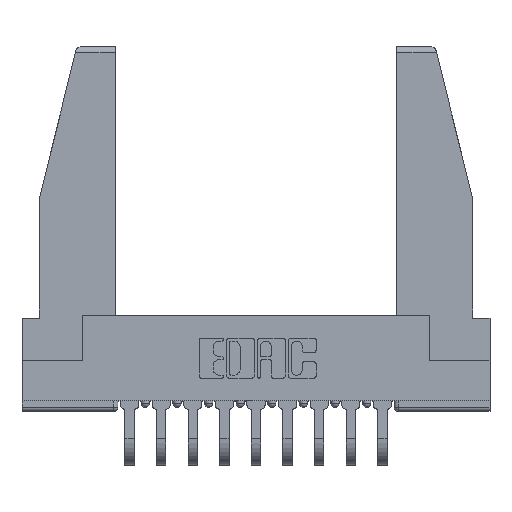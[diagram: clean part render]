
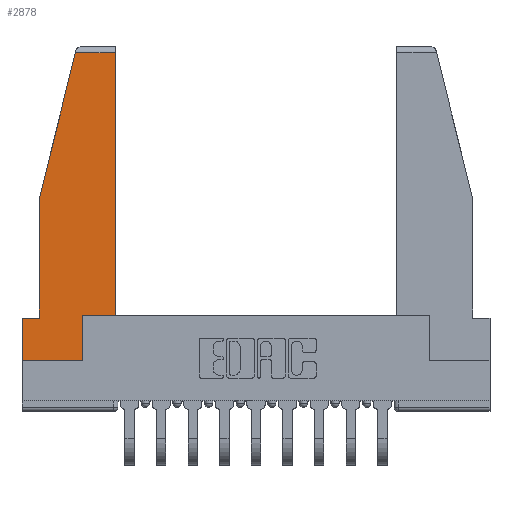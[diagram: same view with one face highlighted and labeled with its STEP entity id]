
A CAD part, top view. The second image highlights one B-rep face of the part: STEP entity #2878.
In plain terms, the highlighted planar face has unit normal (0, 0, 1).
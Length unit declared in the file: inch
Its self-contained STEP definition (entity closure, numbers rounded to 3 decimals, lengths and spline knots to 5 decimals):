
#1 = CARTESIAN_POINT ( 'NONE',  ( 0., 0., 0. ) ) ;
#33 = ORIENTED_EDGE ( 'NONE', *, *, #11678, .T. ) ;
#58 = FACE_OUTER_BOUND ( 'NONE', #1850, .T. ) ;
#133 = LINE ( 'NONE', #2275, #9362 ) ;
#334 = CARTESIAN_POINT ( 'NONE',  ( 0.2636, 1.52, 0. ) ) ;
#652 = DIRECTION ( 'NONE',  ( 1., 0., 0. ) ) ;
#1337 = LINE ( 'NONE', #4455, #1554 ) ;
#1468 = CARTESIAN_POINT ( 'NONE',  ( 0.086, 0.21, 0. ) ) ;
#1554 = VECTOR ( 'NONE', #8911, 39.37008 ) ;
#1624 = CARTESIAN_POINT ( 'NONE',  ( 0.297, 0.223, 0. ) ) ;
#1690 = LINE ( 'NONE', #1624, #8986 ) ;
#1776 = DIRECTION ( 'NONE',  ( 1., 0., 0. ) ) ;
#1794 = VERTEX_POINT ( 'NONE', #13436 ) ;
#1850 = EDGE_LOOP ( 'NONE', ( #10720, #2303, #7975, #7377, #7878, #33, #9477, #10736, #5982 ) ) ;
#1923 = VECTOR ( 'NONE', #8103, 39.37008 ) ;
#2275 = CARTESIAN_POINT ( 'NONE',  ( 0.461, 0.223, 0. ) ) ;
#2303 = ORIENTED_EDGE ( 'NONE', *, *, #4205, .T. ) ;
#2436 = CARTESIAN_POINT ( 'NONE',  ( 0., 0.21, 0. ) ) ;
#2505 = VERTEX_POINT ( 'NONE', #3176 ) ;
#2878 = ADVANCED_FACE ( 'NONE', ( #58 ), #7686, .T. ) ;
#3176 = CARTESIAN_POINT ( 'NONE',  ( 0.086, 0.8, 0. ) ) ;
#3215 = LINE ( 'NONE', #8572, #11721 ) ;
#3767 = EDGE_CURVE ( 'NONE', #13224, #9723, #6668, .T. ) ;
#4087 = VERTEX_POINT ( 'NONE', #8711 ) ;
#4103 = LINE ( 'NONE', #8557, #5426 ) ;
#4124 = CARTESIAN_POINT ( 'NONE',  ( 0.297, 0., 0. ) ) ;
#4205 = EDGE_CURVE ( 'NONE', #6696, #11392, #1337, .T. ) ;
#4348 = EDGE_CURVE ( 'NONE', #4087, #11887, #1690, .T. ) ;
#4455 = CARTESIAN_POINT ( 'NONE',  ( 0., 1.52, 0. ) ) ;
#5356 = EDGE_CURVE ( 'NONE', #10426, #4087, #3215, .T. ) ;
#5426 = VECTOR ( 'NONE', #8833, 39.37008 ) ;
#5463 = VECTOR ( 'NONE', #6571, 39.37008 ) ;
#5494 = DIRECTION ( 'NONE',  ( 0., 1., 0. ) ) ;
#5501 = DIRECTION ( 'NONE',  ( 0., 0., 1. ) ) ;
#5835 = EDGE_CURVE ( 'NONE', #2505, #13224, #4103, .T. ) ;
#5982 = ORIENTED_EDGE ( 'NONE', *, *, #4348, .T. ) ;
#6501 = CARTESIAN_POINT ( 'NONE',  ( 0., 0., 0. ) ) ;
#6571 = DIRECTION ( 'NONE',  ( -0.239, -0.971, 0. ) ) ;
#6607 = VECTOR ( 'NONE', #652, 39.37008 ) ;
#6654 = LINE ( 'NONE', #6501, #6607 ) ;
#6668 = LINE ( 'NONE', #2436, #7118 ) ;
#6681 = EDGE_CURVE ( 'NONE', #11392, #2505, #13370, .T. ) ;
#6689 = CARTESIAN_POINT ( 'NONE',  ( 0., 0.21, 0. ) ) ;
#6696 = VERTEX_POINT ( 'NONE', #7682 ) ;
#6707 = EDGE_CURVE ( 'NONE', #1794, #10426, #6654, .T. ) ;
#6720 = DIRECTION ( 'NONE',  ( 1., 0., 0. ) ) ;
#7118 = VECTOR ( 'NONE', #13384, 39.37008 ) ;
#7377 = ORIENTED_EDGE ( 'NONE', *, *, #5835, .T. ) ;
#7682 = CARTESIAN_POINT ( 'NONE',  ( 0.461, 1.52, 0. ) ) ;
#7686 = PLANE ( 'NONE',  #8048 ) ;
#7878 = ORIENTED_EDGE ( 'NONE', *, *, #3767, .T. ) ;
#7936 = LINE ( 'NONE', #13625, #1923 ) ;
#7975 = ORIENTED_EDGE ( 'NONE', *, *, #6681, .T. ) ;
#8048 = AXIS2_PLACEMENT_3D ( 'NONE', #1, #5501, #6720 ) ;
#8103 = DIRECTION ( 'NONE',  ( 0., -1., 0. ) ) ;
#8557 = CARTESIAN_POINT ( 'NONE',  ( 0.086, 0.8, 0. ) ) ;
#8572 = CARTESIAN_POINT ( 'NONE',  ( 0.297, 0., 0. ) ) ;
#8711 = CARTESIAN_POINT ( 'NONE',  ( 0.297, 0.223, 0. ) ) ;
#8833 = DIRECTION ( 'NONE',  ( 0., -1., 0. ) ) ;
#8911 = DIRECTION ( 'NONE',  ( -1., 0., 0. ) ) ;
#8986 = VECTOR ( 'NONE', #1776, 39.37008 ) ;
#9362 = VECTOR ( 'NONE', #11044, 39.37008 ) ;
#9477 = ORIENTED_EDGE ( 'NONE', *, *, #6707, .T. ) ;
#9529 = CARTESIAN_POINT ( 'NONE',  ( 0.461, 0.223, 0. ) ) ;
#9723 = VERTEX_POINT ( 'NONE', #6689 ) ;
#10426 = VERTEX_POINT ( 'NONE', #4124 ) ;
#10540 = EDGE_CURVE ( 'NONE', #11887, #6696, #133, .T. ) ;
#10696 = CARTESIAN_POINT ( 'NONE',  ( 0.271, 1.55, 0. ) ) ;
#10720 = ORIENTED_EDGE ( 'NONE', *, *, #10540, .T. ) ;
#10736 = ORIENTED_EDGE ( 'NONE', *, *, #5356, .T. ) ;
#11044 = DIRECTION ( 'NONE',  ( 0., 1., 0. ) ) ;
#11392 = VERTEX_POINT ( 'NONE', #334 ) ;
#11678 = EDGE_CURVE ( 'NONE', #9723, #1794, #7936, .T. ) ;
#11721 = VECTOR ( 'NONE', #5494, 39.37008 ) ;
#11887 = VERTEX_POINT ( 'NONE', #9529 ) ;
#13224 = VERTEX_POINT ( 'NONE', #1468 ) ;
#13370 = LINE ( 'NONE', #10696, #5463 ) ;
#13384 = DIRECTION ( 'NONE',  ( -1., 0., 0. ) ) ;
#13436 = CARTESIAN_POINT ( 'NONE',  ( 0., 0., 0. ) ) ;
#13625 = CARTESIAN_POINT ( 'NONE',  ( 0., 0.21, 0. ) ) ;
